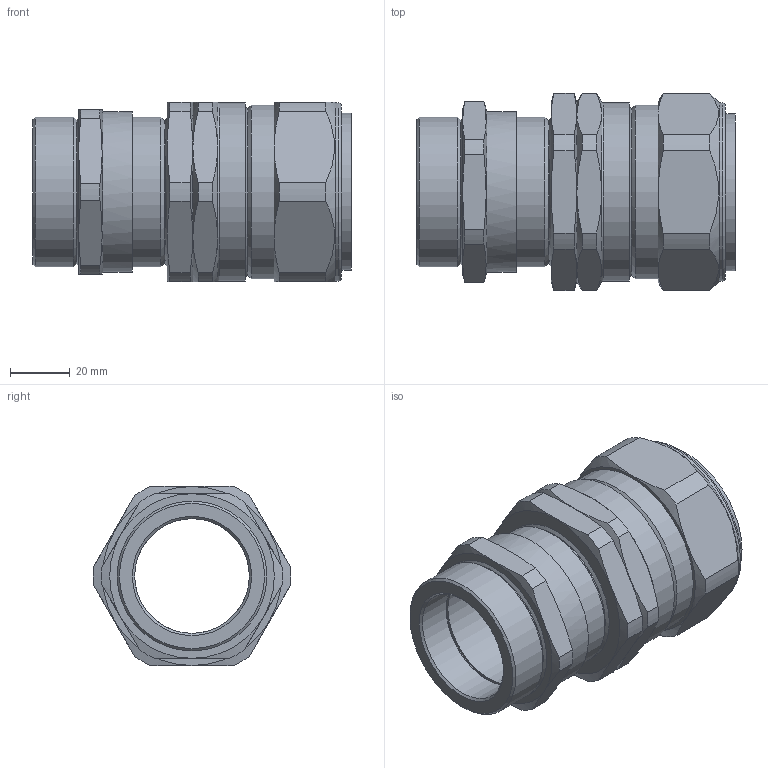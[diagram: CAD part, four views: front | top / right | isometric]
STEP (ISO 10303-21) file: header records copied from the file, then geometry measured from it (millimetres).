
FILE_DESCRIPTION (( 'STEP AP203' ), '1' );
FILE_NAME ('50SE1FW1RA.STEP', '2019-10-09T09:19:26', ( '' ), ( '' ), 'SwSTEP 2.0', 'SolidWorks 2017', '' );
FILE_SCHEMA (( 'CONFIG_CONTROL_DESIGN' ));
Length unit declared in the file: millimetre
Products named in the file (1): 50SE1FW1RA
Bounding box: 106.27 x 65.97 x 60 mm (x, y, z)
Surface area: 39478 mm2 (no closed solid volume)
Topology: 0 solids, 9 shells, 119 faces, 448 edges, 340 vertices
Faces by surface type: cone 41, cylinder 38, plane 35, torus 5
Full cylindrical faces by diameter (mm): 38.3 x2, 38.4 x1, 46.8 x1, 47.4 x1, 47.6 x1, 47.971 x1, 50 x2, 53.7 x1, 55.718 x1, 58 x1, 59.5 x2
Entity records: 6281 total; most frequent: CARTESIAN_POINT 2880, ORIENTED_EDGE 616, DIRECTION 600, EDGE_CURVE 396, VERTEX_POINT 330, AXIS2_PLACEMENT_3D 244, EDGE_LOOP 190, B_SPLINE_CURVE_WITH_KNOTS 160
